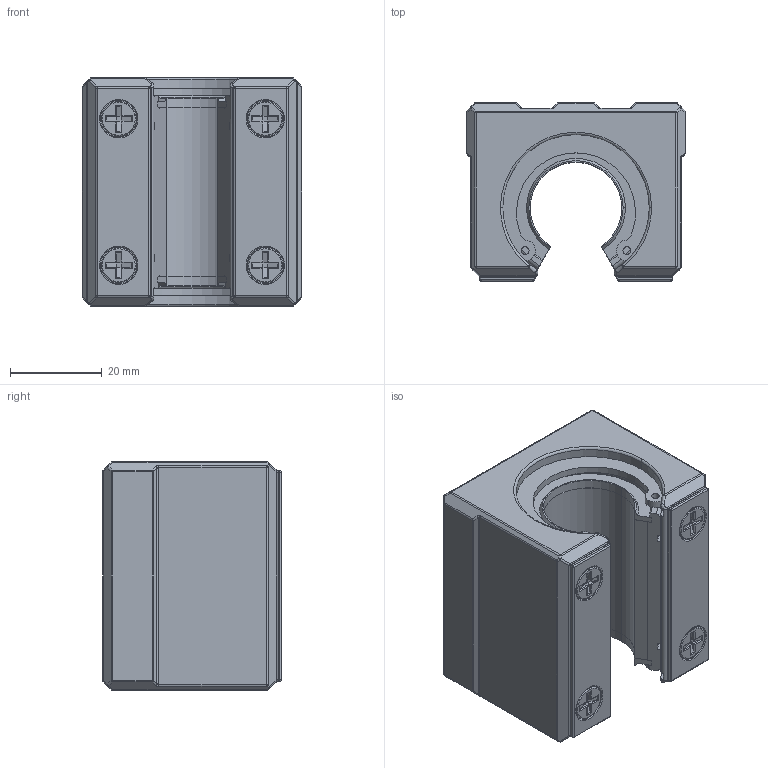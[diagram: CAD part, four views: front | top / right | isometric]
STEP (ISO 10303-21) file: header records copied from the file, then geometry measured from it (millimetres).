
FILE_DESCRIPTION (( 'STEP AP214' ), '1' );
FILE_NAME ('SBR20UU.STEP', '2018-01-02T18:29:37', ( '砐錪賧瘔蠈錪 Windows' ), ( '' ), 'SwSTEP 2.0', 'SolidWorks 2016', '' );
FILE_SCHEMA (( 'AUTOMOTIVE_DESIGN' ));
Length unit declared in the file: millimetre
Products named in the file (6): Ñòîïîðíûé âèíò Ì6õ6; Ñòîïîðíûé âèíò Ì4õ6; SBR20UU; 扻豵鵨 SBR20UU; Ïîäøèïíèê LM20UUOP; Ñòîïîðíîå êîëüöî
Assembly tree (6 placements, depth 2):
  SBR20UU
    扻豵鵨 SBR20UU
    Ïîäøèïíèê LM20UUOP
    Ñòîïîðíûé âèíò Ì4õ6
    Ñòîïîðíûé âèíò Ì6õ6
    Ñòîïîðíîå êîëüöî  x2
Bounding box: 48 x 39 x 50 mm (x, y, z)
Volume: 63525 mm3; surface area: 32618.8 mm2
Topology: 11 solids, 11 shells, 633 faces, 1502 edges, 876 vertices
Faces by surface type: cylinder 290, plane 159, torus 70, sphere 68, cone 26, bspline 20
Entity records: 18058 total; most frequent: CARTESIAN_POINT 3884, DIRECTION 3087, ORIENTED_EDGE 2850, EDGE_CURVE 1425, AXIS2_PLACEMENT_3D 1221, VERTEX_POINT 846, VECTOR 645, LINE 645
